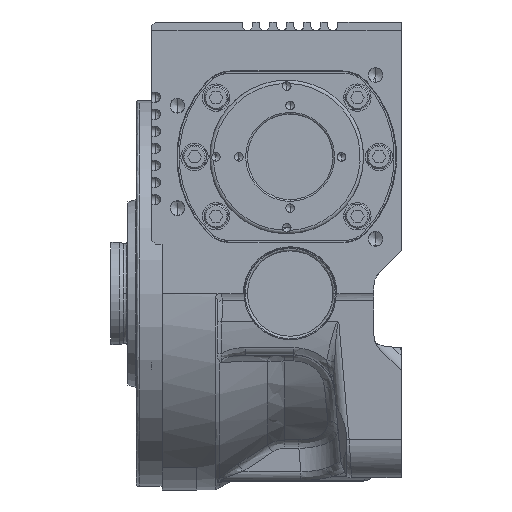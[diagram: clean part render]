
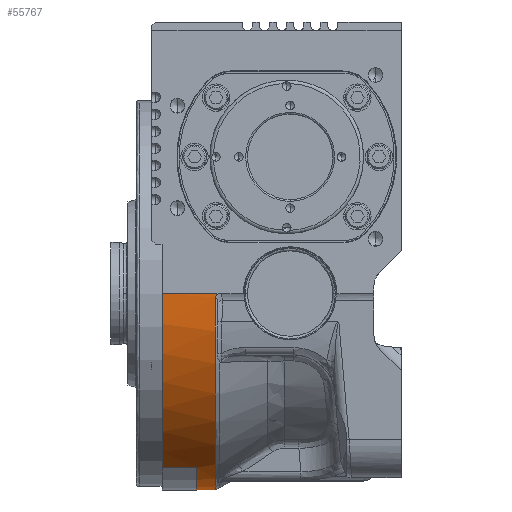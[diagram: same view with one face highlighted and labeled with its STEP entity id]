
A CAD part, left-side view. The second image highlights one B-rep face of the part: STEP entity #55767.
In plain terms, the highlighted cylindrical face has radius 57.5 mm (diameter 115 mm), a partial arc.
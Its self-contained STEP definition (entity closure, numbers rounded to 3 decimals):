
#262 = CARTESIAN_POINT ( 'NONE',  ( 0., 21.5, 0. ) ) ;
#1592 = DIRECTION ( 'NONE',  ( 0., 1., 0. ) ) ;
#3424 = AXIS2_PLACEMENT_3D ( 'NONE', #86882, #72177, #72642 ) ;
#3436 = CARTESIAN_POINT ( 'NONE',  ( 57.499, 21.5, -0.385 ) ) ;
#3879 = ORIENTED_EDGE ( 'NONE', *, *, #89258, .T. ) ;
#4819 = CARTESIAN_POINT ( 'NONE',  ( -57.488, 21.86, -1.155 ) ) ;
#5085 = CARTESIAN_POINT ( 'NONE',  ( 57.499, 21.5, -0.385 ) ) ;
#5370 = DIRECTION ( 'NONE',  ( 0., 1., 0. ) ) ;
#6289 = AXIS2_PLACEMENT_3D ( 'NONE', #61033, #75716, #40851 ) ;
#6302 = CARTESIAN_POINT ( 'NONE',  ( 0., 21.86, 0. ) ) ;
#7002 = ORIENTED_EDGE ( 'NONE', *, *, #72993, .T. ) ;
#8025 = LINE ( 'NONE', #29566, #29373 ) ;
#8559 = ORIENTED_EDGE ( 'NONE', *, *, #48164, .T. ) ;
#9781 = ORIENTED_EDGE ( 'NONE', *, *, #20234, .T. ) ;
#9911 = CARTESIAN_POINT ( 'NONE',  ( -57.499, 21.5, -0.383 ) ) ;
#12161 = CARTESIAN_POINT ( 'NONE',  ( -57.488, 21.86, -1.155 ) ) ;
#12960 = DIRECTION ( 'NONE',  ( -1., 0., 0. ) ) ;
#12977 = B_SPLINE_CURVE_WITH_KNOTS ( 'NONE', 3,
 ( #3436, #31884, #24545, #17652 ),
 .UNSPECIFIED., .F., .F.,
 ( 4, 4 ),
 ( 0., 1. ),
 .UNSPECIFIED. ) ;
#13587 = CARTESIAN_POINT ( 'NONE',  ( 26.464, 37.5, -51.048 ) ) ;
#13594 = ORIENTED_EDGE ( 'NONE', *, *, #46081, .T. ) ;
#14216 = EDGE_CURVE ( 'NONE', #14858, #51467, #76245, .T. ) ;
#14458 = CARTESIAN_POINT ( 'NONE',  ( -57.5, 21.5, -0.128 ) ) ;
#14754 = VERTEX_POINT ( 'NONE', #15436 ) ;
#14858 = VERTEX_POINT ( 'NONE', #39715 ) ;
#15436 = CARTESIAN_POINT ( 'NONE',  ( 0., 21.86, -57.5 ) ) ;
#16493 = ORIENTED_EDGE ( 'NONE', *, *, #86088, .T. ) ;
#16592 = EDGE_LOOP ( 'NONE', ( #16493, #19780, #8559, #90703, #3879, #9781, #62352, #77553, #13594, #67094, #43236, #43845, #79235, #7002 ) ) ;
#17596 = CARTESIAN_POINT ( 'NONE',  ( 57.499, 21.5, -0.381 ) ) ;
#17652 = CARTESIAN_POINT ( 'NONE',  ( 57.488, 21.86, -1.155 ) ) ;
#19045 = CARTESIAN_POINT ( 'NONE',  ( -57.497, 21.74, -0.59 ) ) ;
#19780 = ORIENTED_EDGE ( 'NONE', *, *, #52422, .T. ) ;
#20234 = EDGE_CURVE ( 'NONE', #73654, #14858, #29498, .T. ) ;
#21811 = FACE_OUTER_BOUND ( 'NONE', #16592, .T. ) ;
#22578 = CARTESIAN_POINT ( 'NONE',  ( -57.5, 37.5, 0. ) ) ;
#22946 = CARTESIAN_POINT ( 'NONE',  ( -26.464, 21.5, -51.048 ) ) ;
#23470 = EDGE_CURVE ( 'NONE', #72045, #41163, #69088, .T. ) ;
#24320 = CARTESIAN_POINT ( 'NONE',  ( -57.499, 21.5, -0.383 ) ) ;
#24545 = CARTESIAN_POINT ( 'NONE',  ( 57.495, 21.86, -0.846 ) ) ;
#26494 = CIRCLE ( 'NONE', #85082, 57.5 ) ;
#28203 = CARTESIAN_POINT ( 'NONE',  ( -57.5, 21.5, 0. ) ) ;
#29373 = VECTOR ( 'NONE', #1592, 1000. ) ;
#29498 = B_SPLINE_CURVE_WITH_KNOTS ( 'NONE', 3,
 ( #40343, #82527, #47647, #73839 ),
 .UNSPECIFIED., .F., .F.,
 ( 4, 4 ),
 ( 0., 1. ),
 .UNSPECIFIED. ) ;
#29566 = CARTESIAN_POINT ( 'NONE',  ( 26.464, 21.5, -51.048 ) ) ;
#30822 = CARTESIAN_POINT ( 'NONE',  ( -57.5, 21.5, -0.257 ) ) ;
#31884 = CARTESIAN_POINT ( 'NONE',  ( 57.497, 21.74, -0.59 ) ) ;
#32206 = CARTESIAN_POINT ( 'NONE',  ( -57.5, 21.5, 0. ) ) ;
#34690 = CARTESIAN_POINT ( 'NONE',  ( -57.5, 40.5, 0. ) ) ;
#34832 = CARTESIAN_POINT ( 'NONE',  ( 57.488, 21.86, -1.155 ) ) ;
#35409 = VERTEX_POINT ( 'NONE', #13587 ) ;
#35515 = CARTESIAN_POINT ( 'NONE',  ( -57.499, 21.5, -0.383 ) ) ;
#36238 = DIRECTION ( 'NONE',  ( 0., -1., 0. ) ) ;
#36686 = CIRCLE ( 'NONE', #39597, 57.5 ) ;
#37766 = AXIS2_PLACEMENT_3D ( 'NONE', #6302, #55784, #43381 ) ;
#37890 = CARTESIAN_POINT ( 'NONE',  ( 57.5, 37.5, 0. ) ) ;
#37900 = VERTEX_POINT ( 'NONE', #12161 ) ;
#39597 = AXIS2_PLACEMENT_3D ( 'NONE', #85866, #78973, #72999 ) ;
#39715 = CARTESIAN_POINT ( 'NONE',  ( 57.499, 21.5, -0.381 ) ) ;
#40343 = CARTESIAN_POINT ( 'NONE',  ( 57.5, 21.5, 0. ) ) ;
#40344 = VERTEX_POINT ( 'NONE', #24320 ) ;
#40851 = DIRECTION ( 'NONE',  ( -1., 0., 0. ) ) ;
#41163 = VERTEX_POINT ( 'NONE', #22578 ) ;
#41774 = EDGE_CURVE ( 'NONE', #37900, #40344, #43915, .T. ) ;
#43170 = EDGE_CURVE ( 'NONE', #14754, #37900, #77306, .T. ) ;
#43236 = ORIENTED_EDGE ( 'NONE', *, *, #41774, .T. ) ;
#43381 = DIRECTION ( 'NONE',  ( -1., 0., 0. ) ) ;
#43845 = ORIENTED_EDGE ( 'NONE', *, *, #66343, .T. ) ;
#43915 = B_SPLINE_CURVE_WITH_KNOTS ( 'NONE', 3,
 ( #4819, #52539, #19045, #9911 ),
 .UNSPECIFIED., .F., .F.,
 ( 4, 4 ),
 ( 0., 1. ),
 .UNSPECIFIED. ) ;
#46081 = EDGE_CURVE ( 'NONE', #83423, #14754, #36686, .T. ) ;
#47224 = CARTESIAN_POINT ( 'NONE',  ( 57.499, 21.5, -0.382 ) ) ;
#47542 = CARTESIAN_POINT ( 'NONE',  ( 57.5, 21.5, 0. ) ) ;
#47647 = CARTESIAN_POINT ( 'NONE',  ( 57.5, 21.5, -0.254 ) ) ;
#47687 = CARTESIAN_POINT ( 'NONE',  ( 57.499, 21.5, -0.384 ) ) ;
#48164 = EDGE_CURVE ( 'NONE', #59559, #35409, #8025, .T. ) ;
#50676 = CYLINDRICAL_SURFACE ( 'NONE', #69738, 57.5 ) ;
#51467 = VERTEX_POINT ( 'NONE', #89730 ) ;
#51699 = CIRCLE ( 'NONE', #6289, 57.5 ) ;
#52422 = EDGE_CURVE ( 'NONE', #57334, #59559, #54605, .T. ) ;
#52495 = LINE ( 'NONE', #60259, #59597 ) ;
#52539 = CARTESIAN_POINT ( 'NONE',  ( -57.495, 21.86, -0.846 ) ) ;
#54605 = CIRCLE ( 'NONE', #3424, 57.5 ) ;
#55025 = CARTESIAN_POINT ( 'NONE',  ( -26.464, 37.5, -51.048 ) ) ;
#55767 = ADVANCED_FACE ( 'NONE', ( #21811 ), #50676, .T. ) ;
#55784 = DIRECTION ( 'NONE',  ( 0., 1., 0. ) ) ;
#56183 = DIRECTION ( 'NONE',  ( 0., 1., 0. ) ) ;
#57334 = VERTEX_POINT ( 'NONE', #71588 ) ;
#57647 = VECTOR ( 'NONE', #5370, 1000. ) ;
#59559 = VERTEX_POINT ( 'NONE', #71840 ) ;
#59597 = VECTOR ( 'NONE', #66694, 1000. ) ;
#60259 = CARTESIAN_POINT ( 'NONE',  ( 57.5, 40.5, 0. ) ) ;
#60543 = EDGE_CURVE ( 'NONE', #35409, #84013, #51699, .T. ) ;
#60713 = VECTOR ( 'NONE', #36238, 1000. ) ;
#61033 = CARTESIAN_POINT ( 'NONE',  ( 0., 37.5, 0. ) ) ;
#62352 = ORIENTED_EDGE ( 'NONE', *, *, #14216, .T. ) ;
#66343 = EDGE_CURVE ( 'NONE', #40344, #72045, #83767, .T. ) ;
#66694 = DIRECTION ( 'NONE',  ( 0., -1., 0. ) ) ;
#67094 = ORIENTED_EDGE ( 'NONE', *, *, #43170, .T. ) ;
#69088 = LINE ( 'NONE', #34690, #57647 ) ;
#69738 = AXIS2_PLACEMENT_3D ( 'NONE', #262, #56183, #85104 ) ;
#71588 = CARTESIAN_POINT ( 'NONE',  ( -26.464, 27.5, -51.048 ) ) ;
#71840 = CARTESIAN_POINT ( 'NONE',  ( 26.464, 27.5, -51.048 ) ) ;
#72045 = VERTEX_POINT ( 'NONE', #32206 ) ;
#72177 = DIRECTION ( 'NONE',  ( 0., -1., 0. ) ) ;
#72462 = LINE ( 'NONE', #22946, #60713 ) ;
#72642 = DIRECTION ( 'NONE',  ( -1., 0., 0. ) ) ;
#72993 = EDGE_CURVE ( 'NONE', #41163, #78376, #26494, .T. ) ;
#72999 = DIRECTION ( 'NONE',  ( -1., 0., 0. ) ) ;
#73654 = VERTEX_POINT ( 'NONE', #47542 ) ;
#73839 = CARTESIAN_POINT ( 'NONE',  ( 57.499, 21.5, -0.381 ) ) ;
#75716 = DIRECTION ( 'NONE',  ( 0., -1., 0. ) ) ;
#76245 = B_SPLINE_CURVE_WITH_KNOTS ( 'NONE', 3,
 ( #17596, #47224, #47687, #5085 ),
 .UNSPECIFIED., .F., .F.,
 ( 4, 4 ),
 ( 0., 1. ),
 .UNSPECIFIED. ) ;
#77306 = CIRCLE ( 'NONE', #37766, 57.5 ) ;
#77553 = ORIENTED_EDGE ( 'NONE', *, *, #81298, .T. ) ;
#78376 = VERTEX_POINT ( 'NONE', #55025 ) ;
#78973 = DIRECTION ( 'NONE',  ( 0., 1., 0. ) ) ;
#79235 = ORIENTED_EDGE ( 'NONE', *, *, #23470, .T. ) ;
#81298 = EDGE_CURVE ( 'NONE', #51467, #83423, #12977, .T. ) ;
#82191 = CARTESIAN_POINT ( 'NONE',  ( 0., 37.5, 0. ) ) ;
#82527 = CARTESIAN_POINT ( 'NONE',  ( 57.5, 21.5, -0.127 ) ) ;
#83423 = VERTEX_POINT ( 'NONE', #34832 ) ;
#83767 = B_SPLINE_CURVE_WITH_KNOTS ( 'NONE', 3,
 ( #35515, #30822, #14458, #28203 ),
 .UNSPECIFIED., .F., .F.,
 ( 4, 4 ),
 ( 0., 1. ),
 .UNSPECIFIED. ) ;
#84013 = VERTEX_POINT ( 'NONE', #37890 ) ;
#85082 = AXIS2_PLACEMENT_3D ( 'NONE', #82191, #89538, #12960 ) ;
#85104 = DIRECTION ( 'NONE',  ( -1., 0., 0. ) ) ;
#85866 = CARTESIAN_POINT ( 'NONE',  ( 0., 21.86, 0. ) ) ;
#86088 = EDGE_CURVE ( 'NONE', #78376, #57334, #72462, .T. ) ;
#86882 = CARTESIAN_POINT ( 'NONE',  ( 0., 27.5, 0. ) ) ;
#89258 = EDGE_CURVE ( 'NONE', #84013, #73654, #52495, .T. ) ;
#89538 = DIRECTION ( 'NONE',  ( 0., -1., 0. ) ) ;
#89730 = CARTESIAN_POINT ( 'NONE',  ( 57.499, 21.5, -0.385 ) ) ;
#90703 = ORIENTED_EDGE ( 'NONE', *, *, #60543, .T. ) ;
